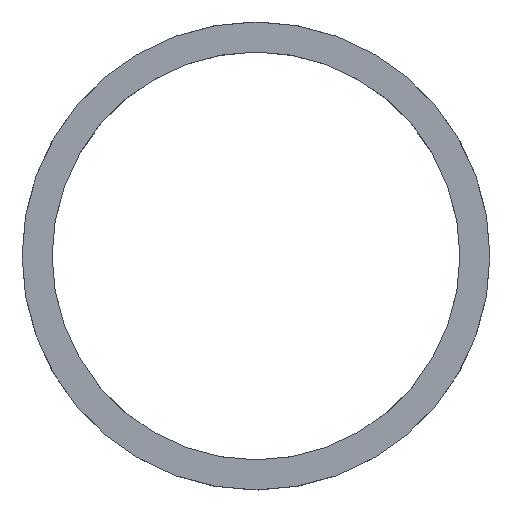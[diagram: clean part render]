
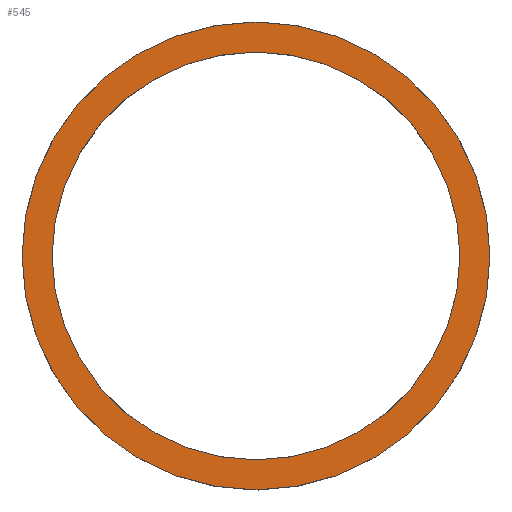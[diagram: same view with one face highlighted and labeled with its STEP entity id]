
A CAD part, top view. The second image highlights one B-rep face of the part: STEP entity #545.
In plain terms, the highlighted planar face has unit normal (0, 0, 1).
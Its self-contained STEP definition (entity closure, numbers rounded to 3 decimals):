
#7 = CARTESIAN_POINT ( 'NONE',  ( 0., 0., 15. ) ) ;
#23 = AXIS2_PLACEMENT_3D ( 'NONE', #33, #112, #660 ) ;
#33 = CARTESIAN_POINT ( 'NONE',  ( 0., 0., 15. ) ) ;
#60 = AXIS2_PLACEMENT_3D ( 'NONE', #7, #81, #152 ) ;
#63 = CARTESIAN_POINT ( 'NONE',  ( -54.5, 0., 15. ) ) ;
#81 = DIRECTION ( 'NONE',  ( 0., 0., 1. ) ) ;
#84 = AXIS2_PLACEMENT_3D ( 'NONE', #743, #969, #890 ) ;
#90 = ORIENTED_EDGE ( 'NONE', *, *, #963, .T. ) ;
#112 = DIRECTION ( 'NONE',  ( 0., 0., 1. ) ) ;
#152 = DIRECTION ( 'NONE',  ( 1., 0., 0. ) ) ;
#200 = CIRCLE ( 'NONE', #409, 47.5 ) ;
#214 = VERTEX_POINT ( 'NONE', #63 ) ;
#281 = DIRECTION ( 'NONE',  ( 0., 0., 1. ) ) ;
#332 = DIRECTION ( 'NONE',  ( 0., 0., 1. ) ) ;
#337 = CARTESIAN_POINT ( 'NONE',  ( 47.5, 0., 15. ) ) ;
#383 = VERTEX_POINT ( 'NONE', #475 ) ;
#409 = AXIS2_PLACEMENT_3D ( 'NONE', #752, #281, #436 ) ;
#414 = ORIENTED_EDGE ( 'NONE', *, *, #802, .F. ) ;
#436 = DIRECTION ( 'NONE',  ( 1., 0., 0. ) ) ;
#475 = CARTESIAN_POINT ( 'NONE',  ( 54.5, 0., 15. ) ) ;
#521 = EDGE_CURVE ( 'NONE', #665, #610, #750, .T. ) ;
#541 = FACE_BOUND ( 'NONE', #901, .T. ) ;
#545 = ADVANCED_FACE ( 'NONE', ( #716, #541 ), #813, .T. ) ;
#577 = EDGE_CURVE ( 'NONE', #214, #383, #932, .T. ) ;
#590 = EDGE_LOOP ( 'NONE', ( #974, #90 ) ) ;
#610 = VERTEX_POINT ( 'NONE', #337 ) ;
#655 = DIRECTION ( 'NONE',  ( 1., 0., 0. ) ) ;
#660 = DIRECTION ( 'NONE',  ( 1., 0., 0. ) ) ;
#665 = VERTEX_POINT ( 'NONE', #729 ) ;
#691 = CIRCLE ( 'NONE', #60, 54.5 ) ;
#716 = FACE_OUTER_BOUND ( 'NONE', #590, .T. ) ;
#729 = CARTESIAN_POINT ( 'NONE',  ( -47.5, 0., 15. ) ) ;
#730 = CARTESIAN_POINT ( 'NONE',  ( 0., 0., 15. ) ) ;
#743 = CARTESIAN_POINT ( 'NONE',  ( 0., 0., 15. ) ) ;
#750 = CIRCLE ( 'NONE', #873, 47.5 ) ;
#752 = CARTESIAN_POINT ( 'NONE',  ( 0., 0., 15. ) ) ;
#802 = EDGE_CURVE ( 'NONE', #610, #665, #200, .T. ) ;
#813 = PLANE ( 'NONE',  #84 ) ;
#873 = AXIS2_PLACEMENT_3D ( 'NONE', #730, #332, #655 ) ;
#890 = DIRECTION ( 'NONE',  ( 1., 0., 0. ) ) ;
#901 = EDGE_LOOP ( 'NONE', ( #940, #414 ) ) ;
#932 = CIRCLE ( 'NONE', #23, 54.5 ) ;
#940 = ORIENTED_EDGE ( 'NONE', *, *, #521, .F. ) ;
#963 = EDGE_CURVE ( 'NONE', #383, #214, #691, .T. ) ;
#969 = DIRECTION ( 'NONE',  ( 0., 0., 1. ) ) ;
#974 = ORIENTED_EDGE ( 'NONE', *, *, #577, .T. ) ;
